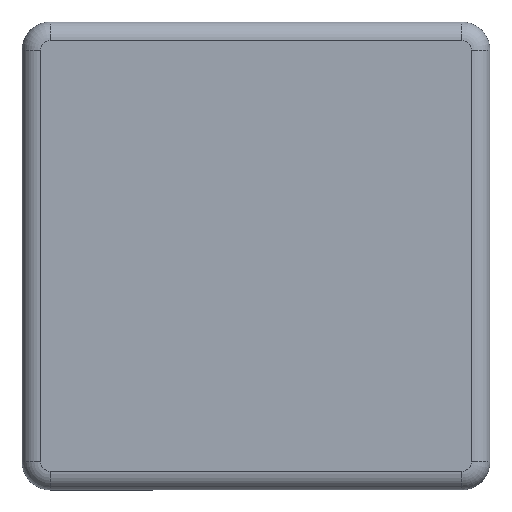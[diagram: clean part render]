
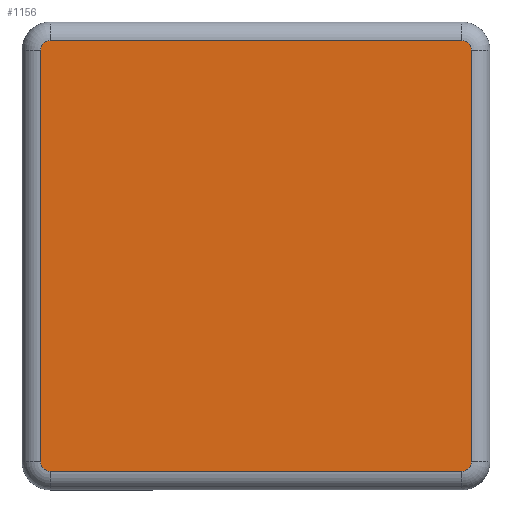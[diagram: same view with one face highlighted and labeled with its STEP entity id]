
A CAD part, top view. The second image highlights one B-rep face of the part: STEP entity #1156.
In plain terms, the highlighted planar face has unit normal (0, 0, 1).
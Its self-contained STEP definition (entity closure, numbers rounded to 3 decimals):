
#2 = ORIENTED_EDGE ( 'NONE', *, *, #2090, .T. ) ;
#18 = ORIENTED_EDGE ( 'NONE', *, *, #2092, .T. ) ;
#75 = ORIENTED_EDGE ( 'NONE', *, *, #2095, .T. ) ;
#77 = ORIENTED_EDGE ( 'NONE', *, *, #2094, .T. ) ;
#98 = DIRECTION ( 'NONE',  ( 1., 0., 0. ) ) ;
#368 = DIRECTION ( 'NONE',  ( 1., 0., 0. ) ) ;
#369 = DIRECTION ( 'NONE',  ( 0., 0., 1. ) ) ;
#372 = PLANE ( 'NONE',  #2229 ) ;
#374 = CARTESIAN_POINT ( 'NONE',  ( 0., 0., 3. ) ) ;
#507 = CARTESIAN_POINT ( 'NONE',  ( 22., 23., 3. ) ) ;
#512 = CARTESIAN_POINT ( 'NONE',  ( -23., -22., 3. ) ) ;
#513 = CARTESIAN_POINT ( 'NONE',  ( -23., 22., 3. ) ) ;
#541 = CARTESIAN_POINT ( 'NONE',  ( 23., -22., 3. ) ) ;
#542 = CARTESIAN_POINT ( 'NONE',  ( 23., 22., 3. ) ) ;
#544 = CARTESIAN_POINT ( 'NONE',  ( -22., -23., 3. ) ) ;
#545 = CARTESIAN_POINT ( 'NONE',  ( 22., -23., 3. ) ) ;
#850 = CARTESIAN_POINT ( 'NONE',  ( -22., 23., 3. ) ) ;
#936 = EDGE_LOOP ( 'NONE', ( #1271, #2, #1240, #18, #1259, #77, #75, #1210 ) ) ;
#1156 = ADVANCED_FACE ( 'NONE', ( #1691 ), #372, .T. ) ;
#1180 = CARTESIAN_POINT ( 'NONE',  ( 22., 22., 3. ) ) ;
#1182 = DIRECTION ( 'NONE',  ( 0., 0., 1. ) ) ;
#1185 = DIRECTION ( 'NONE',  ( 1., 0., 0. ) ) ;
#1210 = ORIENTED_EDGE ( 'NONE', *, *, #2096, .T. ) ;
#1240 = ORIENTED_EDGE ( 'NONE', *, *, #2091, .T. ) ;
#1259 = ORIENTED_EDGE ( 'NONE', *, *, #2093, .T. ) ;
#1271 = ORIENTED_EDGE ( 'NONE', *, *, #2089, .T. ) ;
#1285 = DIRECTION ( 'NONE',  ( 0., 0., 1. ) ) ;
#1286 = CARTESIAN_POINT ( 'NONE',  ( 22., -22., 3. ) ) ;
#1541 = VERTEX_POINT ( 'NONE', #507 ) ;
#1546 = VERTEX_POINT ( 'NONE', #850 ) ;
#1554 = VERTEX_POINT ( 'NONE', #513 ) ;
#1555 = VERTEX_POINT ( 'NONE', #512 ) ;
#1556 = VERTEX_POINT ( 'NONE', #544 ) ;
#1557 = VERTEX_POINT ( 'NONE', #545 ) ;
#1558 = VERTEX_POINT ( 'NONE', #541 ) ;
#1559 = VERTEX_POINT ( 'NONE', #542 ) ;
#1691 = FACE_OUTER_BOUND ( 'NONE', #936, .T. ) ;
#1829 = CIRCLE ( 'NONE', #2282, 1. ) ;
#1852 = LINE ( 'NONE', #2615, #1855 ) ;
#1855 = VECTOR ( 'NONE', #2596, 1000. ) ;
#1856 = LINE ( 'NONE', #2603, #1858 ) ;
#1857 = CIRCLE ( 'NONE', #2283, 1. ) ;
#1858 = VECTOR ( 'NONE', #2609, 1000. ) ;
#1859 = LINE ( 'NONE', #2602, #1861 ) ;
#1860 = CIRCLE ( 'NONE', #2284, 1. ) ;
#1861 = VECTOR ( 'NONE', #2599, 1000. ) ;
#1862 = LINE ( 'NONE', #2608, #1864 ) ;
#1863 = CIRCLE ( 'NONE', #2285, 1. ) ;
#1864 = VECTOR ( 'NONE', #2624, 1000. ) ;
#2089 = EDGE_CURVE ( 'NONE', #1541, #1546, #1852, .T. ) ;
#2090 = EDGE_CURVE ( 'NONE', #1546, #1554, #1829, .T. ) ;
#2091 = EDGE_CURVE ( 'NONE', #1554, #1555, #1856, .T. ) ;
#2092 = EDGE_CURVE ( 'NONE', #1555, #1556, #1857, .T. ) ;
#2093 = EDGE_CURVE ( 'NONE', #1556, #1557, #1859, .T. ) ;
#2094 = EDGE_CURVE ( 'NONE', #1557, #1558, #1860, .T. ) ;
#2095 = EDGE_CURVE ( 'NONE', #1558, #1559, #1862, .T. ) ;
#2096 = EDGE_CURVE ( 'NONE', #1559, #1541, #1863, .T. ) ;
#2229 = AXIS2_PLACEMENT_3D ( 'NONE', #374, #369, #368 ) ;
#2282 = AXIS2_PLACEMENT_3D ( 'NONE', #2601, #2625, #2605 ) ;
#2283 = AXIS2_PLACEMENT_3D ( 'NONE', #2610, #2594, #2598 ) ;
#2284 = AXIS2_PLACEMENT_3D ( 'NONE', #1286, #1285, #98 ) ;
#2285 = AXIS2_PLACEMENT_3D ( 'NONE', #1180, #1182, #1185 ) ;
#2594 = DIRECTION ( 'NONE',  ( 0., 0., 1. ) ) ;
#2596 = DIRECTION ( 'NONE',  ( -1., 0., 0. ) ) ;
#2598 = DIRECTION ( 'NONE',  ( 1., 0., 0. ) ) ;
#2599 = DIRECTION ( 'NONE',  ( 1., 0., 0. ) ) ;
#2601 = CARTESIAN_POINT ( 'NONE',  ( -22., 22., 3. ) ) ;
#2602 = CARTESIAN_POINT ( 'NONE',  ( 22., -23., 3. ) ) ;
#2603 = CARTESIAN_POINT ( 'NONE',  ( -23., -22., 3. ) ) ;
#2605 = DIRECTION ( 'NONE',  ( 1., 0., 0. ) ) ;
#2608 = CARTESIAN_POINT ( 'NONE',  ( 23., 22., 3. ) ) ;
#2609 = DIRECTION ( 'NONE',  ( 0., -1., 0. ) ) ;
#2610 = CARTESIAN_POINT ( 'NONE',  ( -22., -22., 3. ) ) ;
#2615 = CARTESIAN_POINT ( 'NONE',  ( -22., 23., 3. ) ) ;
#2624 = DIRECTION ( 'NONE',  ( 0., 1., 0. ) ) ;
#2625 = DIRECTION ( 'NONE',  ( 0., 0., 1. ) ) ;
